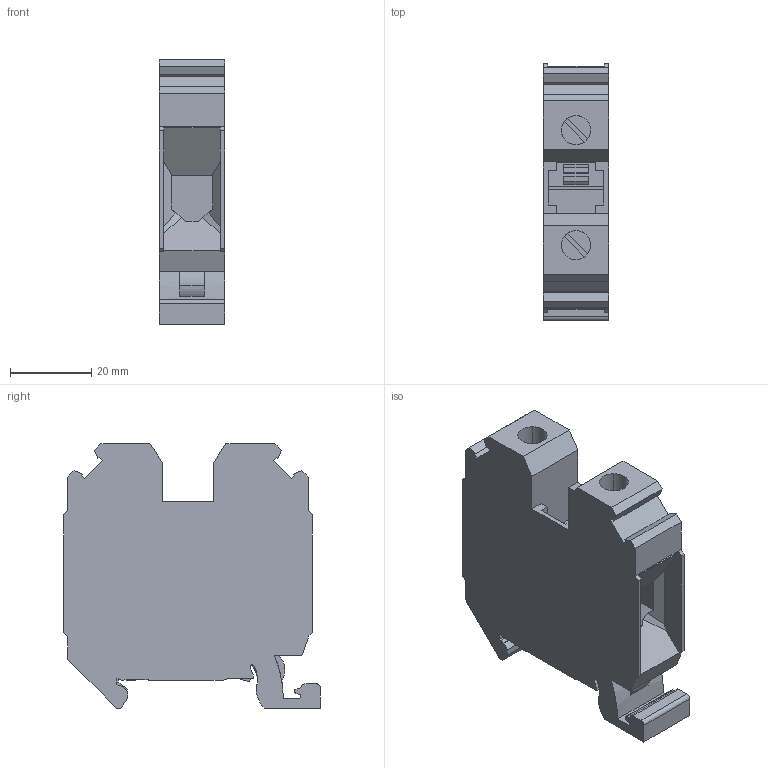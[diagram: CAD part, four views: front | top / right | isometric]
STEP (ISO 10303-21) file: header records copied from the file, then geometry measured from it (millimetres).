
FILE_DESCRIPTION(('STEP AP214'),'1');
FILE_NAME('cctmp_FA7F7217-A45F-4421-85D4-4FDE6E10C64A_2023_07_24_09_30_39_0118..stp','2023-07-24T07:30:39',('SIEMENS A&D'),('CADClick - www.CADClick.com'),'Spatial InterOp 3D postprocessed',' ','unknown authorization');
FILE_SCHEMA(('AUTOMOTIVE_DESIGN'));
Length unit declared in the file: millimetre
Products named in the file (1): 2023_07_24_09_30_39_0111
Bounding box: 16 x 63.2 x 65.05 mm (x, y, z)
Volume: 41965.7 mm3; surface area: 14788.8 mm2
Topology: 1 solids, 1 shells, 189 faces, 548 edges, 366 vertices
Faces by surface type: plane 163, cylinder 26
Entity records: 6767 total; most frequent: CARTESIAN_POINT 1104, ORIENTED_EDGE 1096, DIRECTION 996, EDGE_CURVE 548, LINE 480, VECTOR 480, VERTEX_POINT 366, AXIS2_PLACEMENT_3D 258
